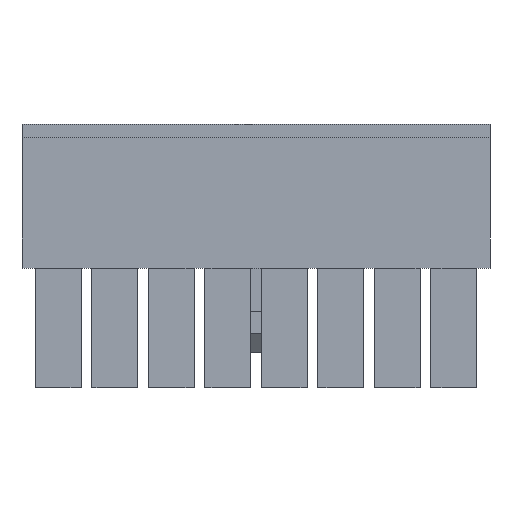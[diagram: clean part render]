
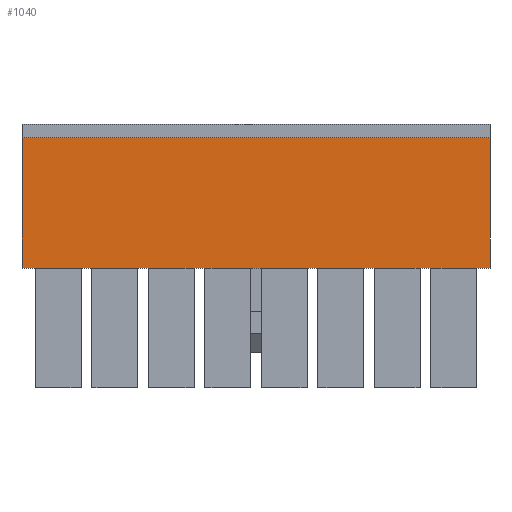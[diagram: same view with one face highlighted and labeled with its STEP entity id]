
A CAD part, front view. The second image highlights one B-rep face of the part: STEP entity #1040.
In plain terms, the highlighted planar face has unit normal (0, -1, 0).
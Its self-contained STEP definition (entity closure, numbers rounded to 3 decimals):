
#1040 = ADVANCED_FACE( '', ( #3015 ), #3016, .T. );
#3015 = FACE_OUTER_BOUND( '', #5970, .T. );
#3016 = PLANE( '', #5971 );
#5970 = EDGE_LOOP( '', ( #9070, #9071, #9072, #9073 ) );
#5971 = AXIS2_PLACEMENT_3D( '', #9074, #9075, #9076 );
#9070 = ORIENTED_EDGE( '', *, *, #17901, .T. );
#9071 = ORIENTED_EDGE( '', *, *, #17902, .T. );
#9072 = ORIENTED_EDGE( '', *, *, #17903, .F. );
#9073 = ORIENTED_EDGE( '', *, *, #17904, .F. );
#9074 = CARTESIAN_POINT( '', ( 17.4, -4.8, -5.35 ) );
#9075 = DIRECTION( '', ( 0., -1., 0. ) );
#9076 = DIRECTION( '', ( 0., 0., -1. ) );
#17901 = EDGE_CURVE( '', #21510, #21511, #21512, .T. );
#17902 = EDGE_CURVE( '', #21511, #21513, #21514, .T. );
#17903 = EDGE_CURVE( '', #21515, #21513, #21516, .T. );
#17904 = EDGE_CURVE( '', #21510, #21515, #21517, .T. );
#21510 = VERTEX_POINT( '', #26697 );
#21511 = VERTEX_POINT( '', #26698 );
#21512 = LINE( '', #26699, #26700 );
#21513 = VERTEX_POINT( '', #26701 );
#21514 = LINE( '', #26702, #26703 );
#21515 = VERTEX_POINT( '', #26704 );
#21516 = LINE( '', #26705, #26706 );
#21517 = LINE( '', #26707, #26708 );
#26697 = CARTESIAN_POINT( '', ( 17.4, -4.8, -5.35 ) );
#26698 = CARTESIAN_POINT( '', ( 17.4, -4.8, 4.35 ) );
#26699 = CARTESIAN_POINT( '', ( 17.4, -4.8, -5.35 ) );
#26700 = VECTOR( '', #34005, 1000. );
#26701 = CARTESIAN_POINT( '', ( -17.4, -4.8, 4.35 ) );
#26702 = CARTESIAN_POINT( '', ( 17.4, -4.8, 4.35 ) );
#26703 = VECTOR( '', #34006, 1000. );
#26704 = CARTESIAN_POINT( '', ( -17.4, -4.8, -5.35 ) );
#26705 = CARTESIAN_POINT( '', ( -17.4, -4.8, -5.35 ) );
#26706 = VECTOR( '', #34007, 1000. );
#26707 = CARTESIAN_POINT( '', ( 17.4, -4.8, -5.35 ) );
#26708 = VECTOR( '', #34008, 1000. );
#34005 = DIRECTION( '', ( 0., 0., 1. ) );
#34006 = DIRECTION( '', ( -1., 0., 0. ) );
#34007 = DIRECTION( '', ( 0., 0., 1. ) );
#34008 = DIRECTION( '', ( -1., 0., 0. ) );
